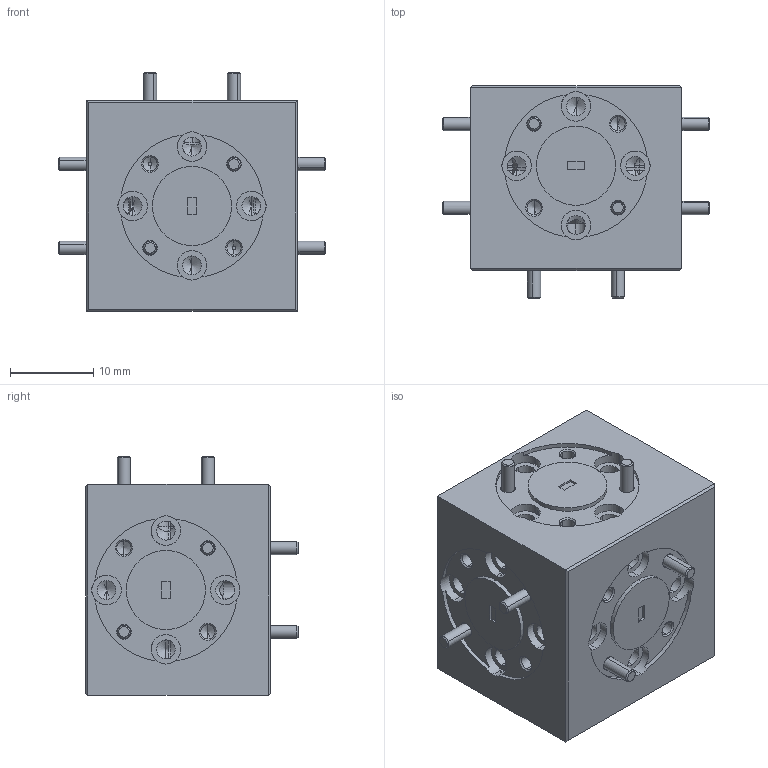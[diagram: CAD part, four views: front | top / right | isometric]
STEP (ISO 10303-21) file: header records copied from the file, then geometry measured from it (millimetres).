
FILE_DESCRIPTION (( 'STEP AP203' ), '1' );
FILE_NAME ('SWM-90314420-08-SB.STEP', '2022-02-01T20:13:24', ( '' ), ( '' ), 'SwSTEP 2.0', 'SolidWorks 2021', '' );
FILE_SCHEMA (( 'CONFIG_CONTROL_DESIGN' ));
Length unit declared in the file: inch
Products named in the file (1): SWM-90314420-08-SB
Bounding box: 32.13 x 25.59 x 28.77 mm (x, y, z)
Volume: 13374.2 mm3; surface area: 5579.7 mm2
Topology: 9 solids, 9 shells, 530 faces, 1244 edges, 732 vertices
Faces by surface type: cone 186, cylinder 170, plane 168, bspline 6
Entity records: 15327 total; most frequent: CARTESIAN_POINT 3167, DIRECTION 2681, ORIENTED_EDGE 2388, EDGE_CURVE 1194, AXIS2_PLACEMENT_3D 1039, VERTEX_POINT 732, VECTOR 603, LINE 603
